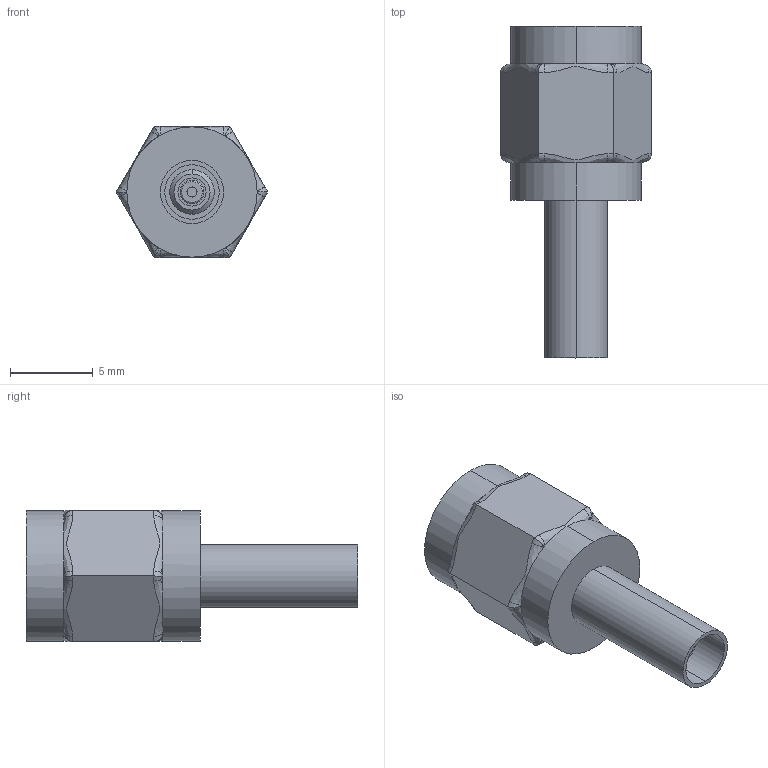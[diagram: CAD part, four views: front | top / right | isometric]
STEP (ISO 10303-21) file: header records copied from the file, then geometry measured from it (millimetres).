
FILE_DESCRIPTION (( 'STEP AP214' ), '1' );
FILE_NAME ('BAC03A.STEP', '2006-08-02T12:52:21', ( 'L-COM' ), ( 'L-COM' ), 'SwSTEP 2.0', 'SolidWorks 2006004', '' );
FILE_SCHEMA (( 'AUTOMOTIVE_DESIGN' ));
Length unit declared in the file: inch
Products named in the file (4): BAC03A; BAC03A-MA1; BAC03A-MA2
Assembly tree (3 placements, depth 2):
  BAC03A
    BAC03A-MA1
    BAC03A-MA2
    BAC03A
Bounding box: 9.15 x 20.07 x 7.92 mm (x, y, z)
Volume: 458.7 mm3; surface area: 1010.1 mm2
Topology: 3 solids, 3 shells, 99 faces, 214 edges, 128 vertices
Faces by surface type: cylinder 50, plane 31, bspline 12, cone 4, torus 2
Entity records: 10263 total; most frequent: CARTESIAN_POINT 7803, DIRECTION 482, ORIENTED_EDGE 428, EDGE_CURVE 214, AXIS2_PLACEMENT_3D 199, VERTEX_POINT 128, EDGE_LOOP 108, CIRCLE 106
